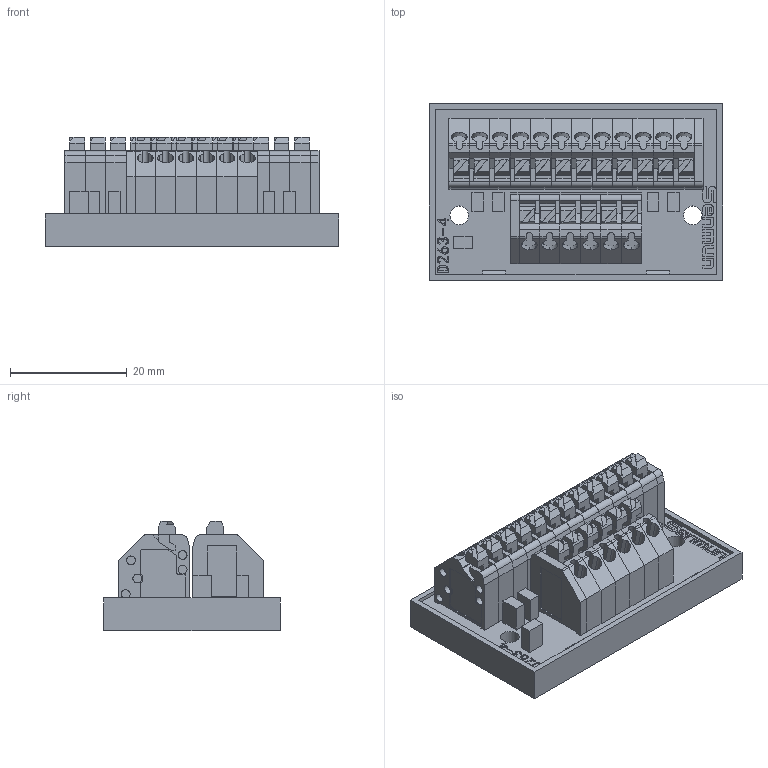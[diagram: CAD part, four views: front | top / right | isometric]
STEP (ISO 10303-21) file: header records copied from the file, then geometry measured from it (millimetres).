
FILE_DESCRIPTION(/* description */ (''),/* implementation_level */ '2;1');
FILE_NAME(/* name */ 'D263-4 3D.stp',/* time_stamp */ '2024-08-14T17:02:40+08:00',/* author */ (''),/* organization */ (''),/* preprocessor_version */ 'ST-DEVELOPER v14',/* originating_system */ 'SIEMENS PLM Software NX 8.0',/* authorisation */ '');
FILE_SCHEMA (('AUTOMOTIVE_DESIGN { 1 0 10303 214 3 1 1 1 }'));
Length unit declared in the file: millimetre
Products named in the file (1): D263-4 3D_stp
Bounding box: 50.2 x 30.2 x 18.7 mm (x, y, z)
Volume: 15543.5 mm3; surface area: 14317.3 mm2
Topology: 26 solids, 26 shells, 1868 faces, 5221 edges, 3472 vertices
Faces by surface type: plane 1360, cylinder 493, extrusion 15
Full cylindrical faces by diameter (mm): 1.497 x6, 3.2 x2
Entity records: 61428 total; most frequent: CARTESIAN_POINT 11161, ORIENTED_EDGE 10416, DIRECTION 9927, EDGE_CURVE 5208, VECTOR 4191, LINE 4176, VERTEX_POINT 3472, AXIS2_PLACEMENT_3D 2868
